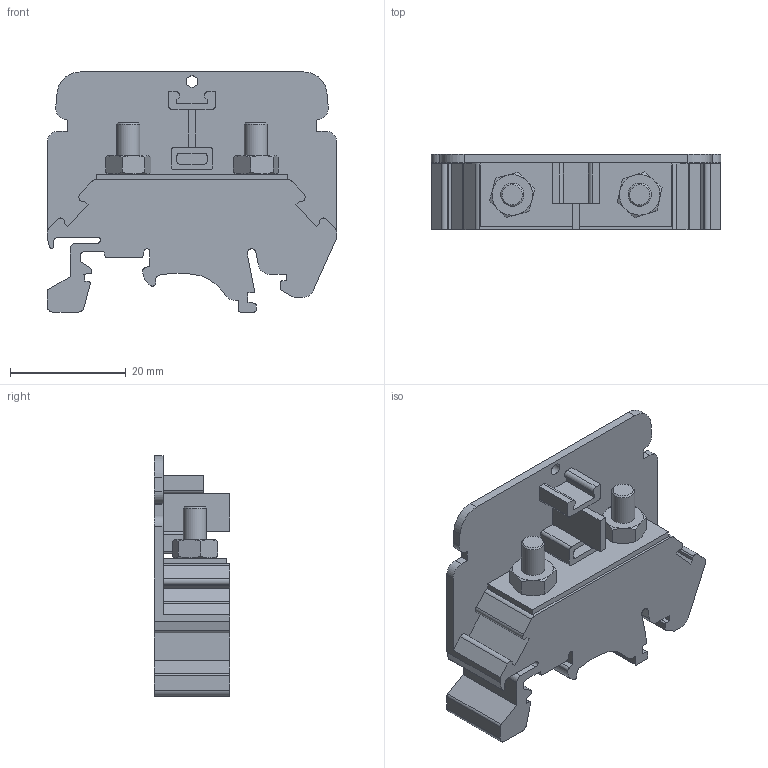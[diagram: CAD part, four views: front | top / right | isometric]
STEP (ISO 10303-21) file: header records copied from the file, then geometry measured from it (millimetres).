
FILE_DESCRIPTION(/* description */ ('Unknown'),/* implementation_level */ '2;1');
FILE_NAME(/* name */ 'KBTM4E_GY_3D',/* time_stamp */ '2019-10-18T17:36:56+05:00',/* author */ ('Unknown'),/* organization */ ('Unknown'),/* preprocessor_version */ 'ST-DEVELOPER v16.7',/* originating_system */ 'DEX',/* authorisation */ $);
FILE_SCHEMA (('AUTOMOTIVE_DESIGN {1 0 10303 214 3 1 1}'));
Length unit declared in the file: millimetre
Products named in the file (1): KBTM4E
Bounding box: 50 x 13 x 41.4 mm (x, y, z)
Volume: 12115.1 mm3; surface area: 7120.6 mm2
Topology: 1 solids, 3 shells, 210 faces, 564 edges, 366 vertices
Faces by surface type: plane 125, cylinder 59, cone 26
Full cylindrical faces by diameter (mm): 2 x1, 4 x6, 4.2 x2
Entity records: 8008 total; most frequent: CARTESIAN_POINT 1270, ORIENTED_EDGE 1102, DIRECTION 1067, EDGE_CURVE 551, VERTEX_POINT 364, LINE 361, VECTOR 361, AXIS2_PLACEMENT_3D 353
